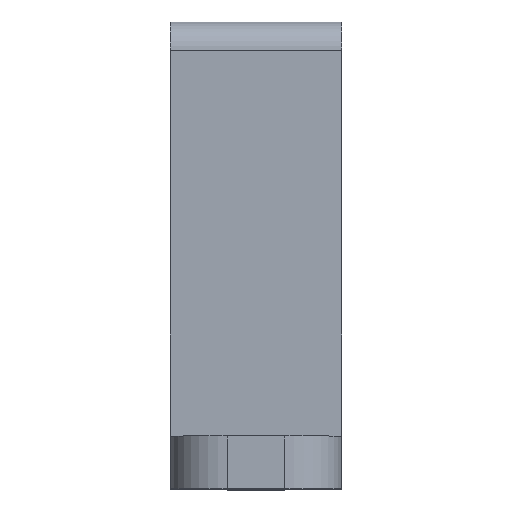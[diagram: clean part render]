
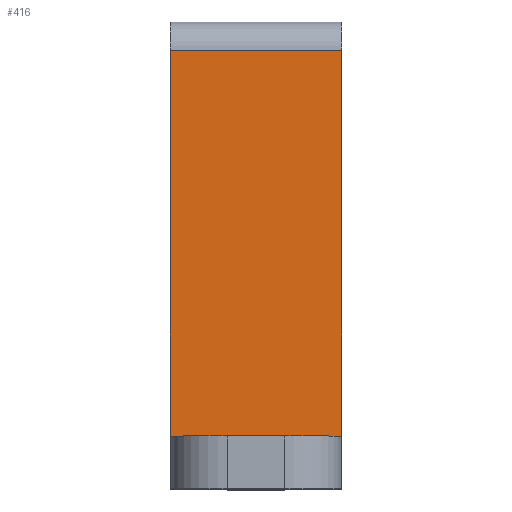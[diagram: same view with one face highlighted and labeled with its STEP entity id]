
A CAD part, top view. The second image highlights one B-rep face of the part: STEP entity #416.
In plain terms, the highlighted planar face has unit normal (0, 0, 1).
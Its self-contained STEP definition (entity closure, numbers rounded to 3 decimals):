
#19=PLANE('',#458);
#36=FACE_OUTER_BOUND('',#58,.T.);
#58=EDGE_LOOP('',(#297,#298,#299,#300));
#84=LINE('',#630,#128);
#85=LINE('',#633,#129);
#86=LINE('',#635,#130);
#87=LINE('',#636,#131);
#128=VECTOR('',#510,10.);
#129=VECTOR('',#513,10.);
#130=VECTOR('',#514,10.);
#131=VECTOR('',#515,10.);
#189=VERTEX_POINT('',#623);
#192=VERTEX_POINT('',#628);
#193=VERTEX_POINT('',#632);
#194=VERTEX_POINT('',#634);
#234=EDGE_CURVE('',#192,#189,#84,.T.);
#235=EDGE_CURVE('',#193,#192,#85,.T.);
#236=EDGE_CURVE('',#193,#194,#86,.T.);
#237=EDGE_CURVE('',#194,#189,#87,.T.);
#297=ORIENTED_EDGE('',*,*,#234,.F.);
#298=ORIENTED_EDGE('',*,*,#235,.F.);
#299=ORIENTED_EDGE('',*,*,#236,.T.);
#300=ORIENTED_EDGE('',*,*,#237,.T.);
#416=ADVANCED_FACE('',(#36),#19,.T.);
#458=AXIS2_PLACEMENT_3D('',#631,#511,#512);
#510=DIRECTION('',(1.,0.,0.));
#511=DIRECTION('center_axis',(0.,0.,1.));
#512=DIRECTION('ref_axis',(-1.,0.,0.));
#513=DIRECTION('',(0.,1.,0.));
#514=DIRECTION('',(1.,0.,0.));
#515=DIRECTION('',(0.,1.,0.));
#623=CARTESIAN_POINT('',(13.6,139.019,62.751));
#628=CARTESIAN_POINT('',(7.6,139.019,62.751));
#630=CARTESIAN_POINT('',(12.1,139.019,62.751));
#631=CARTESIAN_POINT('Origin',(13.6,138.219,62.751));
#632=CARTESIAN_POINT('',(7.6,125.519,62.751));
#633=CARTESIAN_POINT('',(7.6,138.219,62.751));
#634=CARTESIAN_POINT('',(13.6,125.519,62.751));
#635=CARTESIAN_POINT('',(7.6,125.519,62.751));
#636=CARTESIAN_POINT('',(13.6,138.219,62.751));
